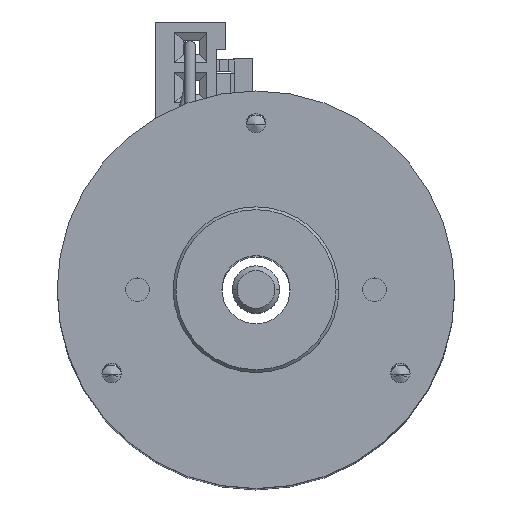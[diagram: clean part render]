
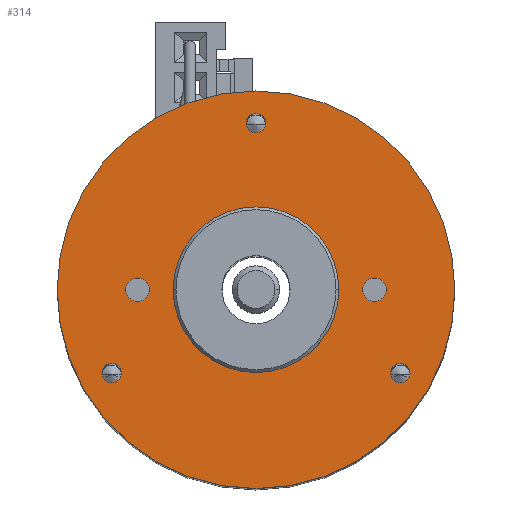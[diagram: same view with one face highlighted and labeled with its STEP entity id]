
A CAD part, top view. The second image highlights one B-rep face of the part: STEP entity #314.
In plain terms, the highlighted planar face has unit normal (0, 0, 1).
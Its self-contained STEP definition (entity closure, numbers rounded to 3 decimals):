
#314 = ADVANCED_FACE ( 'NONE', ( #10000, #10004, #10001, #9999, #10002, #10005, #10006 ), #10192, .T. ) ;
#1499 = EDGE_CURVE ( 'NONE', #6030, #6029, #11780, .T. ) ;
#1500 = EDGE_CURVE ( 'NONE', #6040, #6039, #11783, .T. ) ;
#1502 = EDGE_CURVE ( 'NONE', #6044, #6043, #11785, .T. ) ;
#1505 = EDGE_CURVE ( 'NONE', #6042, #6041, #11786, .T. ) ;
#1507 = EDGE_CURVE ( 'NONE', #6046, #6045, #11788, .T. ) ;
#1508 = EDGE_CURVE ( 'NONE', #6050, #6049, #11791, .T. ) ;
#1512 = EDGE_CURVE ( 'NONE', #6060, #6059, #11795, .T. ) ;
#1525 = EDGE_CURVE ( 'NONE', #6059, #6060, #11812, .T. ) ;
#1531 = EDGE_CURVE ( 'NONE', #6049, #6050, #11818, .T. ) ;
#1535 = EDGE_CURVE ( 'NONE', #6045, #6046, #11827, .T. ) ;
#1539 = EDGE_CURVE ( 'NONE', #6041, #6042, #11833, .T. ) ;
#1541 = EDGE_CURVE ( 'NONE', #6043, #6044, #11836, .T. ) ;
#1545 = EDGE_CURVE ( 'NONE', #6039, #6040, #11842, .T. ) ;
#1550 = EDGE_CURVE ( 'NONE', #6029, #6030, #11844, .T. ) ;
#1622 = AXIS2_PLACEMENT_3D ( 'NONE', #10195, #10197, #10189 ) ;
#1863 = AXIS2_PLACEMENT_3D ( 'NONE', #4218, #4219, #4220 ) ;
#1864 = AXIS2_PLACEMENT_3D ( 'NONE', #4221, #4222, #4223 ) ;
#1866 = AXIS2_PLACEMENT_3D ( 'NONE', #4227, #4228, #4229 ) ;
#1869 = AXIS2_PLACEMENT_3D ( 'NONE', #4236, #4237, #4238 ) ;
#1871 = AXIS2_PLACEMENT_3D ( 'NONE', #4242, #4243, #4244 ) ;
#1872 = AXIS2_PLACEMENT_3D ( 'NONE', #4245, #4246, #4247 ) ;
#1876 = AXIS2_PLACEMENT_3D ( 'NONE', #4257, #4258, #4259 ) ;
#1884 = AXIS2_PLACEMENT_3D ( 'NONE', #4295, #4296, #4297 ) ;
#1887 = AXIS2_PLACEMENT_3D ( 'NONE', #4309, #4310, #4311 ) ;
#1889 = AXIS2_PLACEMENT_3D ( 'NONE', #4319, #4320, #4321 ) ;
#1891 = AXIS2_PLACEMENT_3D ( 'NONE', #4329, #4330, #4331 ) ;
#1892 = AXIS2_PLACEMENT_3D ( 'NONE', #4335, #4336, #4337 ) ;
#1894 = AXIS2_PLACEMENT_3D ( 'NONE', #4345, #4346, #4347 ) ;
#1897 = AXIS2_PLACEMENT_3D ( 'NONE', #4356, #4357, #4358 ) ;
#4218 = CARTESIAN_POINT ( 'NONE',  ( -12.496, 12.12, 55. ) ) ;
#4219 = DIRECTION ( 'NONE',  ( 0., 0., 1. ) ) ;
#4220 = DIRECTION ( 'NONE',  ( 1., 0., 0. ) ) ;
#4221 = CARTESIAN_POINT ( 'NONE',  ( -24.996, -5.48, 55. ) ) ;
#4222 = DIRECTION ( 'NONE',  ( 0., 0., 1. ) ) ;
#4223 = DIRECTION ( 'NONE',  ( 1., 0., 0. ) ) ;
#4227 = CARTESIAN_POINT ( 'NONE',  ( 0.004, -5.48, 55. ) ) ;
#4228 = DIRECTION ( 'NONE',  ( 0., 0., 1. ) ) ;
#4229 = DIRECTION ( 'NONE',  ( 1., 0., 0. ) ) ;
#4236 = CARTESIAN_POINT ( 'NONE',  ( -27.738, -14.28, 55. ) ) ;
#4237 = DIRECTION ( 'NONE',  ( 0., 0., 1. ) ) ;
#4238 = DIRECTION ( 'NONE',  ( 1., 0., 0. ) ) ;
#4242 = CARTESIAN_POINT ( 'NONE',  ( 2.746, -14.28, 55. ) ) ;
#4243 = DIRECTION ( 'NONE',  ( 0., 0., 1. ) ) ;
#4244 = DIRECTION ( 'NONE',  ( 1., 0., 0. ) ) ;
#4245 = CARTESIAN_POINT ( 'NONE',  ( -12.496, -5.48, 55. ) ) ;
#4246 = DIRECTION ( 'NONE',  ( 0., 0., 1. ) ) ;
#4247 = DIRECTION ( 'NONE',  ( 1., 0., 0. ) ) ;
#4257 = CARTESIAN_POINT ( 'NONE',  ( -12.496, -5.48, 55. ) ) ;
#4258 = DIRECTION ( 'NONE',  ( 0., 0., 1. ) ) ;
#4259 = DIRECTION ( 'NONE',  ( 1., 0., 0. ) ) ;
#4295 = CARTESIAN_POINT ( 'NONE',  ( -12.496, -5.48, 55. ) ) ;
#4296 = DIRECTION ( 'NONE',  ( 0., 0., 1. ) ) ;
#4297 = DIRECTION ( 'NONE',  ( 1., 0., 0. ) ) ;
#4309 = CARTESIAN_POINT ( 'NONE',  ( -12.496, -5.48, 55. ) ) ;
#4310 = DIRECTION ( 'NONE',  ( 0., 0., 1. ) ) ;
#4311 = DIRECTION ( 'NONE',  ( 1., 0., 0. ) ) ;
#4319 = CARTESIAN_POINT ( 'NONE',  ( 2.746, -14.28, 55. ) ) ;
#4320 = DIRECTION ( 'NONE',  ( 0., 0., 1. ) ) ;
#4321 = DIRECTION ( 'NONE',  ( 1., 0., 0. ) ) ;
#4329 = CARTESIAN_POINT ( 'NONE',  ( -27.738, -14.28, 55. ) ) ;
#4330 = DIRECTION ( 'NONE',  ( 0., 0., 1. ) ) ;
#4331 = DIRECTION ( 'NONE',  ( 1., 0., 0. ) ) ;
#4335 = CARTESIAN_POINT ( 'NONE',  ( 0.004, -5.48, 55. ) ) ;
#4336 = DIRECTION ( 'NONE',  ( 0., 0., 1. ) ) ;
#4337 = DIRECTION ( 'NONE',  ( 1., 0., 0. ) ) ;
#4345 = CARTESIAN_POINT ( 'NONE',  ( -24.996, -5.48, 55. ) ) ;
#4346 = DIRECTION ( 'NONE',  ( 0., 0., 1. ) ) ;
#4347 = DIRECTION ( 'NONE',  ( 1., 0., 0. ) ) ;
#4356 = CARTESIAN_POINT ( 'NONE',  ( -12.496, 12.12, 55. ) ) ;
#4357 = DIRECTION ( 'NONE',  ( 0., 0., 1. ) ) ;
#4358 = DIRECTION ( 'NONE',  ( 1., 0., 0. ) ) ;
#4498 = ORIENTED_EDGE ( 'NONE', *, *, #1500, .F. ) ;
#4499 = ORIENTED_EDGE ( 'NONE', *, *, #1545, .F. ) ;
#4500 = ORIENTED_EDGE ( 'NONE', *, *, #1502, .F. ) ;
#4501 = ORIENTED_EDGE ( 'NONE', *, *, #1541, .F. ) ;
#4502 = ORIENTED_EDGE ( 'NONE', *, *, #1539, .F. ) ;
#4503 = ORIENTED_EDGE ( 'NONE', *, *, #1505, .F. ) ;
#4504 = ORIENTED_EDGE ( 'NONE', *, *, #1535, .F. ) ;
#4505 = ORIENTED_EDGE ( 'NONE', *, *, #1507, .F. ) ;
#4506 = ORIENTED_EDGE ( 'NONE', *, *, #1550, .F. ) ;
#4507 = ORIENTED_EDGE ( 'NONE', *, *, #1499, .F. ) ;
#4508 = ORIENTED_EDGE ( 'NONE', *, *, #1508, .T. ) ;
#4509 = ORIENTED_EDGE ( 'NONE', *, *, #1531, .T. ) ;
#4510 = ORIENTED_EDGE ( 'NONE', *, *, #1512, .F. ) ;
#4511 = ORIENTED_EDGE ( 'NONE', *, *, #1525, .F. ) ;
#6029 = VERTEX_POINT ( 'NONE', #7070 ) ;
#6030 = VERTEX_POINT ( 'NONE', #7071 ) ;
#6039 = VERTEX_POINT ( 'NONE', #7080 ) ;
#6040 = VERTEX_POINT ( 'NONE', #7081 ) ;
#6041 = VERTEX_POINT ( 'NONE', #7082 ) ;
#6042 = VERTEX_POINT ( 'NONE', #7083 ) ;
#6043 = VERTEX_POINT ( 'NONE', #7084 ) ;
#6044 = VERTEX_POINT ( 'NONE', #7085 ) ;
#6045 = VERTEX_POINT ( 'NONE', #7086 ) ;
#6046 = VERTEX_POINT ( 'NONE', #7087 ) ;
#6049 = VERTEX_POINT ( 'NONE', #7090 ) ;
#6050 = VERTEX_POINT ( 'NONE', #7091 ) ;
#6059 = VERTEX_POINT ( 'NONE', #7100 ) ;
#6060 = VERTEX_POINT ( 'NONE', #7101 ) ;
#6648 = EDGE_LOOP ( 'NONE', ( #4510, #4511 ) ) ;
#6649 = EDGE_LOOP ( 'NONE', ( #4508, #4509 ) ) ;
#6650 = EDGE_LOOP ( 'NONE', ( #4506, #4507 ) ) ;
#6651 = EDGE_LOOP ( 'NONE', ( #4500, #4501 ) ) ;
#6652 = EDGE_LOOP ( 'NONE', ( #4504, #4505 ) ) ;
#6653 = EDGE_LOOP ( 'NONE', ( #4502, #4503 ) ) ;
#6659 = EDGE_LOOP ( 'NONE', ( #4498, #4499 ) ) ;
#7070 = CARTESIAN_POINT ( 'NONE',  ( -13.521, 12.12, 55. ) ) ;
#7071 = CARTESIAN_POINT ( 'NONE',  ( -11.471, 12.12, 55. ) ) ;
#7080 = CARTESIAN_POINT ( 'NONE',  ( -26.246, -5.48, 55. ) ) ;
#7081 = CARTESIAN_POINT ( 'NONE',  ( -23.746, -5.48, 55. ) ) ;
#7082 = CARTESIAN_POINT ( 'NONE',  ( -28.763, -14.28, 55. ) ) ;
#7083 = CARTESIAN_POINT ( 'NONE',  ( -26.713, -14.28, 55. ) ) ;
#7084 = CARTESIAN_POINT ( 'NONE',  ( -1.246, -5.48, 55. ) ) ;
#7085 = CARTESIAN_POINT ( 'NONE',  ( 1.254, -5.48, 55. ) ) ;
#7086 = CARTESIAN_POINT ( 'NONE',  ( 1.721, -14.28, 55. ) ) ;
#7087 = CARTESIAN_POINT ( 'NONE',  ( 3.771, -14.28, 55. ) ) ;
#7090 = CARTESIAN_POINT ( 'NONE',  ( 8.504, -5.48, 55. ) ) ;
#7091 = CARTESIAN_POINT ( 'NONE',  ( -33.496, -5.48, 55. ) ) ;
#7100 = CARTESIAN_POINT ( 'NONE',  ( -3.746, -5.48, 55. ) ) ;
#7101 = CARTESIAN_POINT ( 'NONE',  ( -21.246, -5.48, 55. ) ) ;
#9999 = FACE_BOUND ( 'NONE', #6652, .T. ) ;
#10000 = FACE_BOUND ( 'NONE', #6659, .T. ) ;
#10001 = FACE_BOUND ( 'NONE', #6653, .T. ) ;
#10002 = FACE_BOUND ( 'NONE', #6650, .T. ) ;
#10004 = FACE_BOUND ( 'NONE', #6651, .T. ) ;
#10005 = FACE_OUTER_BOUND ( 'NONE', #6649, .T. ) ;
#10006 = FACE_BOUND ( 'NONE', #6648, .T. ) ;
#10189 = DIRECTION ( 'NONE',  ( 1., 0., 0. ) ) ;
#10192 = PLANE ( 'NONE',  #1622 ) ;
#10195 = CARTESIAN_POINT ( 'NONE',  ( -12.496, -5.48, 55. ) ) ;
#10197 = DIRECTION ( 'NONE',  ( 0., 0., 1. ) ) ;
#11780 = CIRCLE ( 'NONE', #1863, 1.025 ) ;
#11783 = CIRCLE ( 'NONE', #1864, 1.25 ) ;
#11785 = CIRCLE ( 'NONE', #1866, 1.25 ) ;
#11786 = CIRCLE ( 'NONE', #1869, 1.025 ) ;
#11788 = CIRCLE ( 'NONE', #1871, 1.025 ) ;
#11791 = CIRCLE ( 'NONE', #1872, 21. ) ;
#11795 = CIRCLE ( 'NONE', #1876, 8.75 ) ;
#11812 = CIRCLE ( 'NONE', #1884, 8.75 ) ;
#11818 = CIRCLE ( 'NONE', #1887, 21. ) ;
#11827 = CIRCLE ( 'NONE', #1889, 1.025 ) ;
#11833 = CIRCLE ( 'NONE', #1891, 1.025 ) ;
#11836 = CIRCLE ( 'NONE', #1892, 1.25 ) ;
#11842 = CIRCLE ( 'NONE', #1894, 1.25 ) ;
#11844 = CIRCLE ( 'NONE', #1897, 1.025 ) ;
